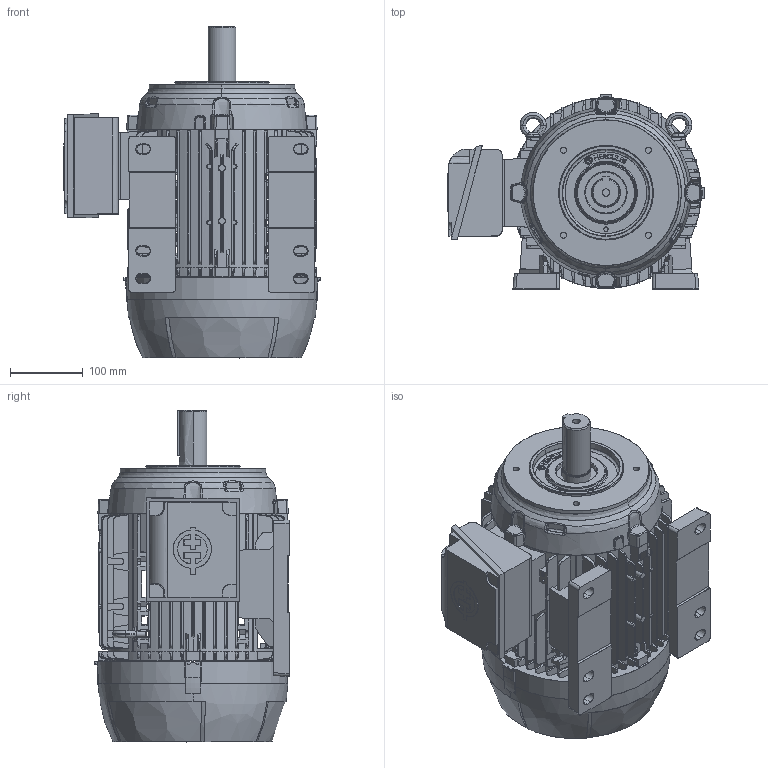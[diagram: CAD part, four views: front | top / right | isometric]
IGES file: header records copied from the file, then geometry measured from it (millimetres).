
Start section: SolidWorks IGES file using analytic representation for surfaces
Global section: file name: 132S_CP_DI_RIGHT.igs; native system: SolidWorks 2020; preprocessor: SolidWorks 2020; author: klemz; date: 220726.171238; units: millimetre
Bounding box: 352.04 x 266.9 x 456 mm (x, y, z)
Surface area: 877912.7 mm2 (no closed solid volume)
Topology: 0 solids, 0 shells, 2095 faces, 22352 edges, 22345 vertices
Faces by surface type: bspline 1547, revolution 548
